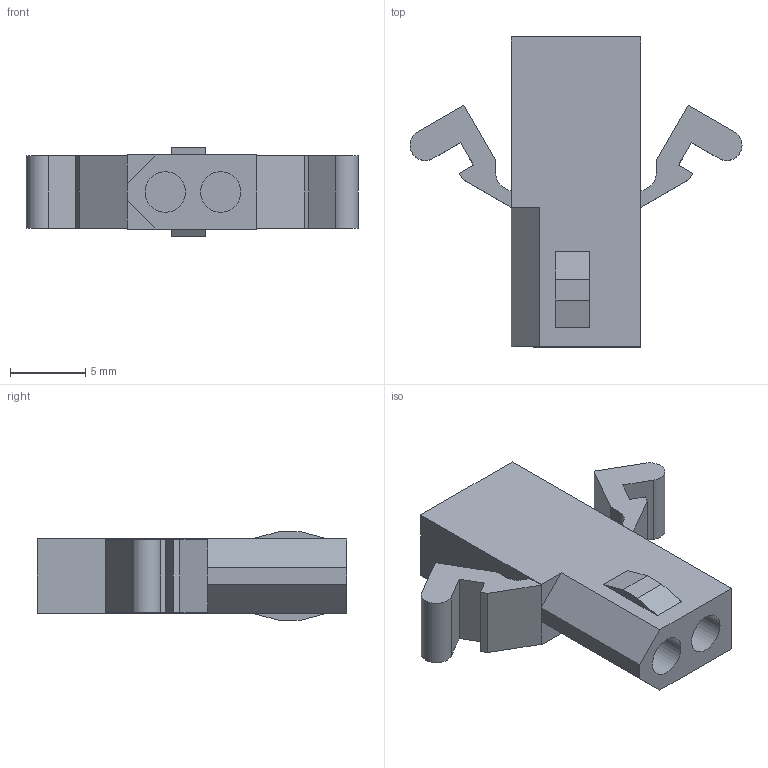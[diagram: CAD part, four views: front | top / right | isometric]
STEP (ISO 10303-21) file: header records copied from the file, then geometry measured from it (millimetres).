
FILE_DESCRIPTION((''),'2;1');
FILE_NAME('003061022','2018-10-26T',('gga'),(''),'PRO/ENGINEER BY PARAMETRIC TECHNOLOGY CORPORATION, 2016010','PRO/ENGINEER BY PARAMETRIC TECHNOLOGY CORPORATION, 2016010','');
FILE_SCHEMA(('CONFIG_CONTROL_DESIGN'));
Length unit declared in the file: inch
Products named in the file (1): 003061022
Bounding box: 22.1 x 20.62 x 5.92 mm (x, y, z)
Volume: 767.3 mm3; surface area: 1250.3 mm2
Topology: 1 solids, 1 shells, 73 faces, 181 edges, 122 vertices
Faces by surface type: plane 57, cylinder 16
Entity records: 2192 total; most frequent: CARTESIAN_POINT 373, DIRECTION 361, ORIENTED_EDGE 358, EDGE_CURVE 179, VECTOR 149, LINE 149, VERTEX_POINT 118, AXIS2_PLACEMENT_3D 106
